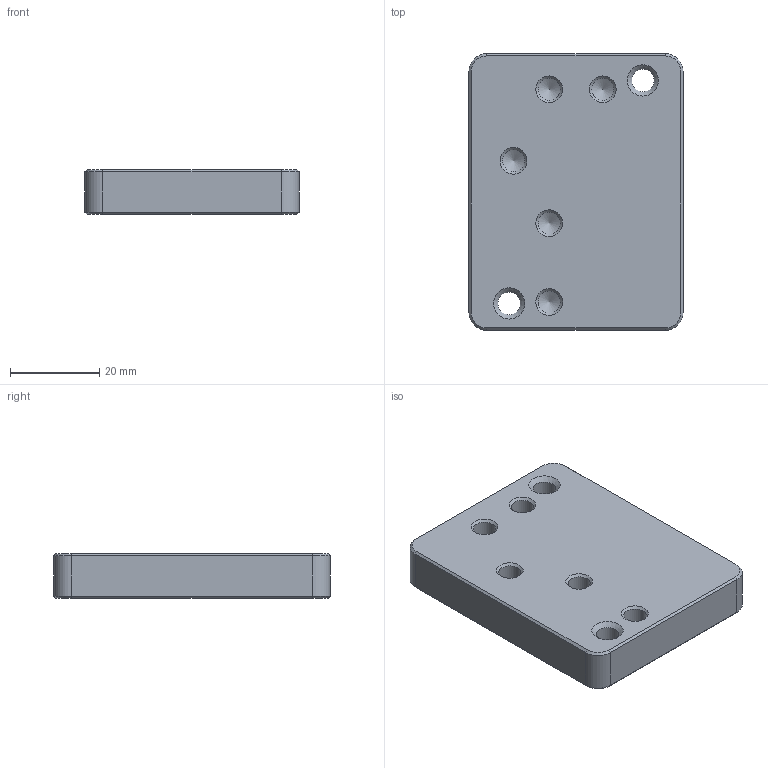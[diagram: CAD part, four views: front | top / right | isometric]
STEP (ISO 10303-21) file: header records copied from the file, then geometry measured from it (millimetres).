
FILE_DESCRIPTION(/* description */ (''),/* implementation_level */ '2;1');
FILE_NAME(/* name */ '82a7fa1e-fe27-4dc8-ac48-a72bddb7c406.stp',/* time_stamp */ '2023-11-21T11:26:32Z',/* author */ (''),/* organization */ (''),/* preprocessor_version */ 'ST-DEVELOPER v20',/* originating_system */ 'Autodesk Translation Framework v12.14.0.127',/* authorisation */ '');
FILE_SCHEMA (('AUTOMOTIVE_DESIGN { 1 0 10303 214 3 1 1 }'));
Length unit declared in the file: millimetre
Products named in the file (1): Alignment Fixture
Bounding box: 48 x 62 x 10 mm (x, y, z)
Volume: 28488.2 mm3; surface area: 8601.9 mm2
Topology: 1 solids, 1 shells, 47 faces, 110 edges, 65 vertices
Faces by surface type: cone 22, plane 14, cylinder 11
Full cylindrical faces by diameter (mm): 5 x5, 5.035 x2
Entity records: 1344 total; most frequent: DIRECTION 245, CARTESIAN_POINT 218, ORIENTED_EDGE 210, EDGE_CURVE 105, AXIS2_PLACEMENT_3D 92, VERTEX_POINT 65, LINE 61, VECTOR 61
